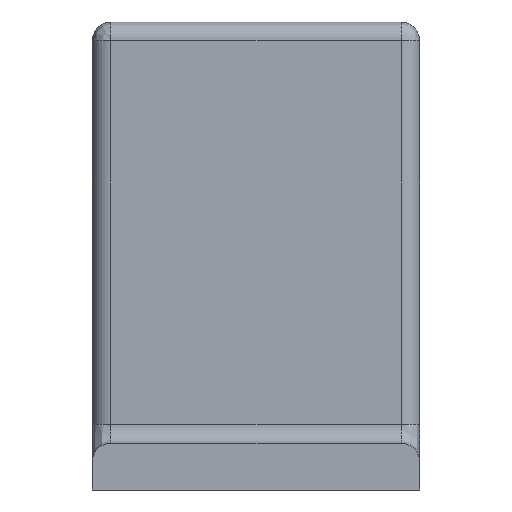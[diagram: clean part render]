
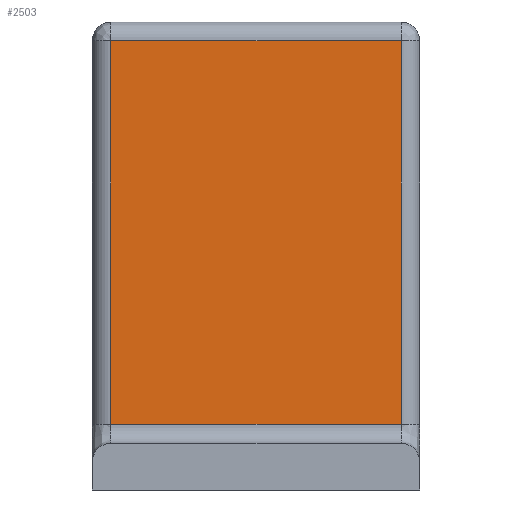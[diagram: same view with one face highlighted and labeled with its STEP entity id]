
A CAD part, left-side view. The second image highlights one B-rep face of the part: STEP entity #2503.
In plain terms, the highlighted planar face has unit normal (-1, 0, 0).
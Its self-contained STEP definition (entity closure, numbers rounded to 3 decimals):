
#268 = DIRECTION ( 'NONE',  ( 0., -1., 0. ) ) ;
#272 = PLANE ( 'NONE',  #515 ) ;
#305 = CARTESIAN_POINT ( 'NONE',  ( -5., 1.75, 0.7 ) ) ;
#323 = EDGE_CURVE ( 'NONE', #2721, #2022, #2532, .T. ) ;
#373 = CARTESIAN_POINT ( 'NONE',  ( -5., 1.55, 0.7 ) ) ;
#515 = AXIS2_PLACEMENT_3D ( 'NONE', #1195, #2819, #1414 ) ;
#541 = EDGE_CURVE ( 'NONE', #1127, #1735, #1443, .T. ) ;
#1127 = VERTEX_POINT ( 'NONE', #2666 ) ;
#1163 = ORIENTED_EDGE ( 'NONE', *, *, #541, .F. ) ;
#1166 = FACE_OUTER_BOUND ( 'NONE', #2967, .T. ) ;
#1195 = CARTESIAN_POINT ( 'NONE',  ( -5., 1.75, 5. ) ) ;
#1337 = VECTOR ( 'NONE', #268, 1000. ) ;
#1380 = VECTOR ( 'NONE', #1416, 1000. ) ;
#1414 = DIRECTION ( 'NONE',  ( 0., 0., -1. ) ) ;
#1416 = DIRECTION ( 'NONE',  ( 0., 0., -1. ) ) ;
#1443 = LINE ( 'NONE', #1770, #1380 ) ;
#1694 = ORIENTED_EDGE ( 'NONE', *, *, #2585, .F. ) ;
#1735 = VERTEX_POINT ( 'NONE', #2396 ) ;
#1770 = CARTESIAN_POINT ( 'NONE',  ( -5., -1.55, 5. ) ) ;
#1903 = DIRECTION ( 'NONE',  ( 0., 1., 0. ) ) ;
#1988 = ORIENTED_EDGE ( 'NONE', *, *, #2166, .F. ) ;
#2022 = VERTEX_POINT ( 'NONE', #2357 ) ;
#2166 = EDGE_CURVE ( 'NONE', #2022, #1127, #2498, .T. ) ;
#2197 = VECTOR ( 'NONE', #1903, 1000. ) ;
#2301 = LINE ( 'NONE', #305, #2197 ) ;
#2357 = CARTESIAN_POINT ( 'NONE',  ( -5., 1.55, 4.8 ) ) ;
#2368 = CARTESIAN_POINT ( 'NONE',  ( -5., 1.75, 4.8 ) ) ;
#2396 = CARTESIAN_POINT ( 'NONE',  ( -5., -1.55, 0.7 ) ) ;
#2498 = LINE ( 'NONE', #2368, #1337 ) ;
#2503 = ADVANCED_FACE ( 'NONE', ( #1166 ), #272, .F. ) ;
#2532 = LINE ( 'NONE', #2729, #2540 ) ;
#2540 = VECTOR ( 'NONE', #2725, 1000. ) ;
#2585 = EDGE_CURVE ( 'NONE', #1735, #2721, #2301, .T. ) ;
#2666 = CARTESIAN_POINT ( 'NONE',  ( -5., -1.55, 4.8 ) ) ;
#2721 = VERTEX_POINT ( 'NONE', #373 ) ;
#2725 = DIRECTION ( 'NONE',  ( 0., 0., 1. ) ) ;
#2729 = CARTESIAN_POINT ( 'NONE',  ( -5., 1.55, 5. ) ) ;
#2819 = DIRECTION ( 'NONE',  ( 1., 0., 0. ) ) ;
#2967 = EDGE_LOOP ( 'NONE', ( #1988, #2986, #1694, #1163 ) ) ;
#2986 = ORIENTED_EDGE ( 'NONE', *, *, #323, .F. ) ;
